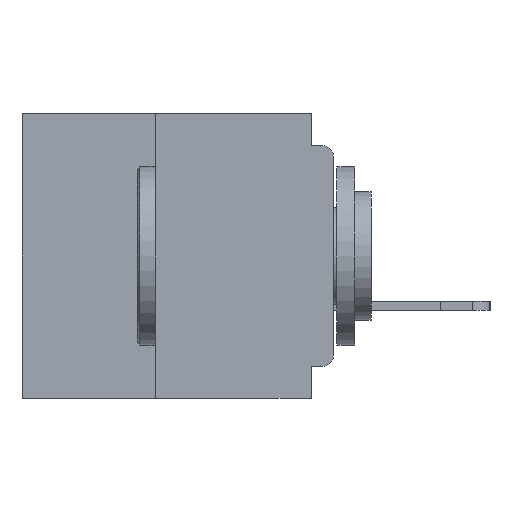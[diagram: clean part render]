
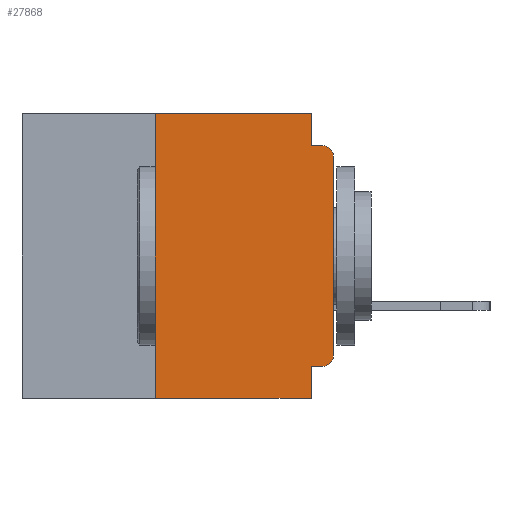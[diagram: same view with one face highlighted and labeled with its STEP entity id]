
A CAD part, left-side view. The second image highlights one B-rep face of the part: STEP entity #27868.
In plain terms, the highlighted planar face has unit normal (-1, 0, 0).
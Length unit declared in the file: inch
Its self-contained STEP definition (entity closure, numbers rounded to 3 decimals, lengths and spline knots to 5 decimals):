
#432 = EDGE_CURVE ( 'NONE', #7587, #28466, #16398, .T. ) ;
#476 = DIRECTION ( 'NONE',  ( 0., 0., -1. ) ) ;
#693 = ORIENTED_EDGE ( 'NONE', *, *, #31362, .F. ) ;
#1043 = CARTESIAN_POINT ( 'NONE',  ( 0., 0.015, -0.34 ) ) ;
#2092 = CARTESIAN_POINT ( 'NONE',  ( 0., 0.25, -0.4 ) ) ;
#2830 = CARTESIAN_POINT ( 'NONE',  ( 0., 0.031, -0.4 ) ) ;
#3150 = VECTOR ( 'NONE', #41988, 39.37008 ) ;
#4396 = CARTESIAN_POINT ( 'NONE',  ( 0., 0.015, -0.045 ) ) ;
#5213 = DIRECTION ( 'NONE',  ( 0., 0., -1. ) ) ;
#5756 = VECTOR ( 'NONE', #476, 39.37008 ) ;
#6726 = CARTESIAN_POINT ( 'NONE',  ( 0., 0.25, 0. ) ) ;
#7587 = VERTEX_POINT ( 'NONE', #32225 ) ;
#8084 = VERTEX_POINT ( 'NONE', #14810 ) ;
#8130 = EDGE_CURVE ( 'NONE', #11452, #18924, #41718, .T. ) ;
#8634 = CARTESIAN_POINT ( 'NONE',  ( 0., 0.031, -0.4 ) ) ;
#9507 = DIRECTION ( 'NONE',  ( 0., -1., 0. ) ) ;
#9969 = VECTOR ( 'NONE', #19515, 39.37008 ) ;
#10134 = CARTESIAN_POINT ( 'NONE',  ( 0., 0.031, -0.355 ) ) ;
#11191 = FACE_OUTER_BOUND ( 'NONE', #30104, .T. ) ;
#11452 = VERTEX_POINT ( 'NONE', #22844 ) ;
#11925 = EDGE_CURVE ( 'NONE', #44558, #8084, #21845, .T. ) ;
#13029 = ORIENTED_EDGE ( 'NONE', *, *, #8130, .F. ) ;
#14002 = DIRECTION ( 'NONE',  ( -1., 0., 0. ) ) ;
#14810 = CARTESIAN_POINT ( 'NONE',  ( 0., 0., -0.34 ) ) ;
#14871 = ORIENTED_EDGE ( 'NONE', *, *, #25819, .T. ) ;
#14885 = PLANE ( 'NONE',  #36548 ) ;
#15336 = CARTESIAN_POINT ( 'NONE',  ( 0., 0., -0.045 ) ) ;
#15377 = VECTOR ( 'NONE', #9507, 39.37008 ) ;
#15681 = VERTEX_POINT ( 'NONE', #2830 ) ;
#16023 = AXIS2_PLACEMENT_3D ( 'NONE', #38787, #14002, #42952 ) ;
#16190 = CARTESIAN_POINT ( 'NONE',  ( 0., 0.031, 0. ) ) ;
#16398 = LINE ( 'NONE', #2092, #48111 ) ;
#17107 = EDGE_CURVE ( 'NONE', #50132, #11452, #29817, .T. ) ;
#17162 = CARTESIAN_POINT ( 'NONE',  ( 0., 0.015, -0.355 ) ) ;
#18621 = VERTEX_POINT ( 'NONE', #30493 ) ;
#18924 = VERTEX_POINT ( 'NONE', #4396 ) ;
#19044 = CARTESIAN_POINT ( 'NONE',  ( 0., 0.437, 0. ) ) ;
#19515 = DIRECTION ( 'NONE',  ( 0., -1., 0. ) ) ;
#19947 = ORIENTED_EDGE ( 'NONE', *, *, #432, .F. ) ;
#21427 = VECTOR ( 'NONE', #32816, 39.37008 ) ;
#21845 = CIRCLE ( 'NONE', #33620, 0.015 ) ;
#22603 = CARTESIAN_POINT ( 'NONE',  ( 0., 0.031, 0. ) ) ;
#22642 = ORIENTED_EDGE ( 'NONE', *, *, #11925, .T. ) ;
#22844 = CARTESIAN_POINT ( 'NONE',  ( 0., 0.031, -0.045 ) ) ;
#23202 = DIRECTION ( 'NONE',  ( 1., 0., 0. ) ) ;
#23945 = LINE ( 'NONE', #48869, #44634 ) ;
#24801 = EDGE_CURVE ( 'NONE', #8084, #18621, #36173, .T. ) ;
#25819 = EDGE_CURVE ( 'NONE', #18621, #18924, #37980, .T. ) ;
#26255 = LINE ( 'NONE', #26446, #35936 ) ;
#26384 = LINE ( 'NONE', #38466, #15377 ) ;
#26428 = ORIENTED_EDGE ( 'NONE', *, *, #24801, .T. ) ;
#26446 = CARTESIAN_POINT ( 'NONE',  ( 0., 0.437, -0.4 ) ) ;
#27603 = ORIENTED_EDGE ( 'NONE', *, *, #47117, .F. ) ;
#27868 = ADVANCED_FACE ( 'NONE', ( #11191 ), #14885, .F. ) ;
#28466 = VERTEX_POINT ( 'NONE', #6726 ) ;
#29817 = LINE ( 'NONE', #16190, #21427 ) ;
#30033 = DIRECTION ( 'NONE',  ( -1., 0., 0. ) ) ;
#30104 = EDGE_LOOP ( 'NONE', ( #26428, #14871, #13029, #38225, #27603, #19947, #36500, #31861, #693, #22642 ) ) ;
#30493 = CARTESIAN_POINT ( 'NONE',  ( 0., 0., -0.06 ) ) ;
#31071 = DIRECTION ( 'NONE',  ( 0., 0., 1. ) ) ;
#31362 = EDGE_CURVE ( 'NONE', #44558, #53256, #23945, .T. ) ;
#31861 = ORIENTED_EDGE ( 'NONE', *, *, #48649, .F. ) ;
#32225 = CARTESIAN_POINT ( 'NONE',  ( 0., 0.25, -0.4 ) ) ;
#32816 = DIRECTION ( 'NONE',  ( 0., 0., -1. ) ) ;
#33620 = AXIS2_PLACEMENT_3D ( 'NONE', #1043, #30033, #5213 ) ;
#35936 = VECTOR ( 'NONE', #42905, 39.37008 ) ;
#36173 = LINE ( 'NONE', #37810, #3150 ) ;
#36500 = ORIENTED_EDGE ( 'NONE', *, *, #51414, .T. ) ;
#36548 = AXIS2_PLACEMENT_3D ( 'NONE', #19044, #23202, #52141 ) ;
#37810 = CARTESIAN_POINT ( 'NONE',  ( 0., 0., 0. ) ) ;
#37980 = CIRCLE ( 'NONE', #16023, 0.015 ) ;
#38225 = ORIENTED_EDGE ( 'NONE', *, *, #17107, .F. ) ;
#38466 = CARTESIAN_POINT ( 'NONE',  ( 0., 0.437, 0. ) ) ;
#38787 = CARTESIAN_POINT ( 'NONE',  ( 0., 0.015, -0.06 ) ) ;
#41718 = LINE ( 'NONE', #15336, #9969 ) ;
#41988 = DIRECTION ( 'NONE',  ( 0., 0., 1. ) ) ;
#42905 = DIRECTION ( 'NONE',  ( 0., -1., 0. ) ) ;
#42952 = DIRECTION ( 'NONE',  ( 0., 0., -1. ) ) ;
#44558 = VERTEX_POINT ( 'NONE', #17162 ) ;
#44634 = VECTOR ( 'NONE', #53028, 39.37008 ) ;
#47117 = EDGE_CURVE ( 'NONE', #28466, #50132, #26384, .T. ) ;
#47202 = LINE ( 'NONE', #8634, #5756 ) ;
#48111 = VECTOR ( 'NONE', #31071, 39.37008 ) ;
#48649 = EDGE_CURVE ( 'NONE', #53256, #15681, #47202, .T. ) ;
#48869 = CARTESIAN_POINT ( 'NONE',  ( 0., 0., -0.355 ) ) ;
#50132 = VERTEX_POINT ( 'NONE', #22603 ) ;
#51414 = EDGE_CURVE ( 'NONE', #7587, #15681, #26255, .T. ) ;
#52141 = DIRECTION ( 'NONE',  ( 0., 0., -1. ) ) ;
#53028 = DIRECTION ( 'NONE',  ( 0., 1., 0. ) ) ;
#53256 = VERTEX_POINT ( 'NONE', #10134 ) ;
